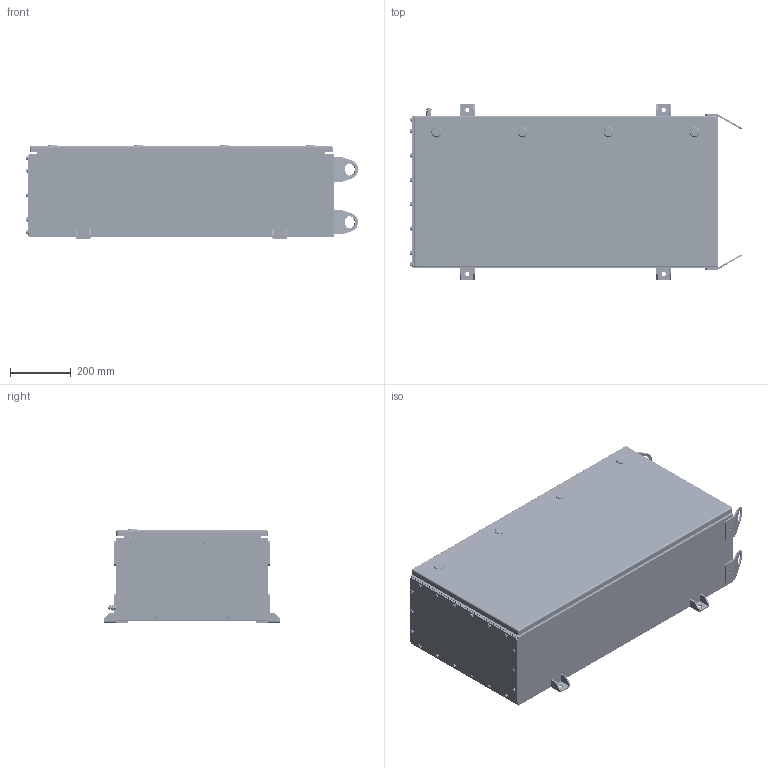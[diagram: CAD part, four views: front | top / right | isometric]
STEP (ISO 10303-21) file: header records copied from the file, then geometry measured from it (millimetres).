
FILE_DESCRIPTION(('CATIA V5 STEP Exchange','CAx-IF Rec.Pracs.--- Model Styling and Organization---1.4--- 2014-01-23'),'2;1');
FILE_NAME ('1157798-30_1_2698400000_KTBL_ZUB_15010050_LL1_1GP.stp','2023-06-02T08:39:19+00:00',('none'),('Weidmueller'),'CATIA Version 5-6 Release 2016 SP3 HF44','CATIA V5 STEP AP214','none');
FILE_SCHEMA(('AUTOMOTIVE_DESIGN { 1 0 10303 214 1 1 1 1 }'));
Products named in the file (1): KTBL_ZUB_15010050_LL1_1GP
Bounding box: 1091.29 x 580 x 309 mm (x, y, z)
Volume: 8602787.2 mm3; surface area: 6357038.3 mm2
Topology: 75 solids, 121 shells, 7041 faces, 18454 edges, 11965 vertices
Faces by surface type: plane 3140, cylinder 2515, cone 882, torus 262, bspline 230, sphere 8, extrusion 4
Entity records: 262955 total; most frequent: CARTESIAN_POINT 104392, ORIENTED_EDGE 36660, DIRECTION 25271, EDGE_CURVE 18236, VERTEX_POINT 11886, AXIS2_PLACEMENT_3D 10480, VECTOR 8962, LINE 8958
